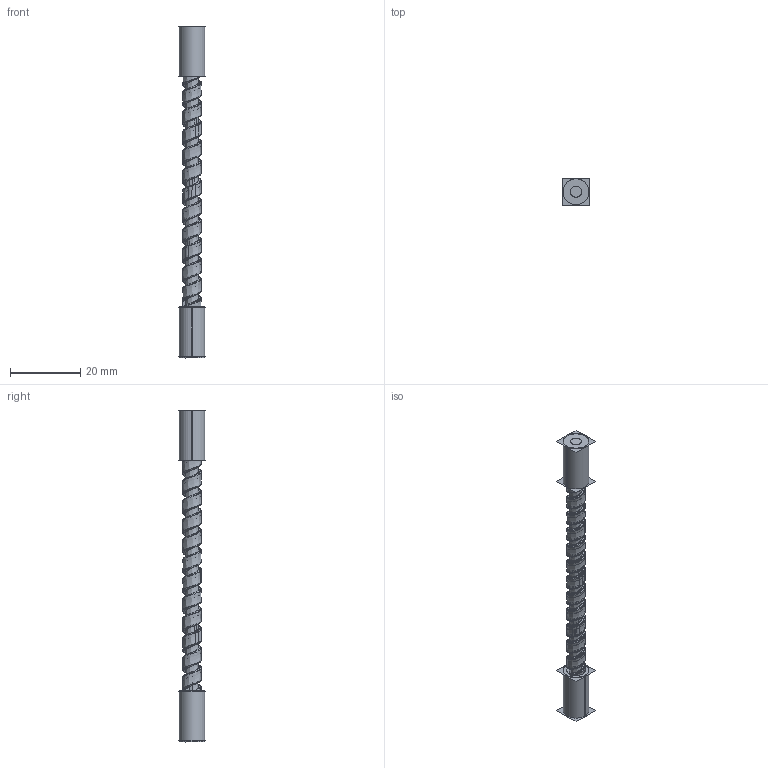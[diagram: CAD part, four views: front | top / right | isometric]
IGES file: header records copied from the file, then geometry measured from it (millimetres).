
Start section:  PTC IGES file: 188731.igs
Global section: file name: 188731.igs; native system: Creo Parametric by Parametric Technology Corporation; preprocessor: 2013230; author: pdmadmin; organization: Unknown; date: 20160112.152358; units: millimetre
Bounding box: 7.66 x 7.66 x 94.61 mm (x, y, z)
Volume: 1108 mm3; surface area: 17749.4 mm2
Topology: 3 solids, 3 shells, 200 faces, 916 edges, 1106 vertices
Faces by surface type: bspline 148, revolution 52
